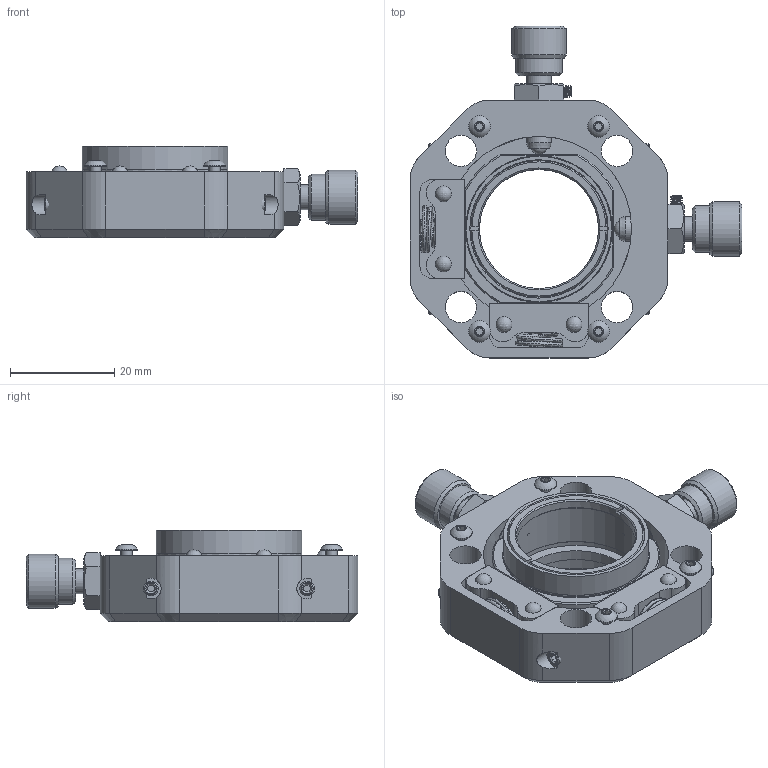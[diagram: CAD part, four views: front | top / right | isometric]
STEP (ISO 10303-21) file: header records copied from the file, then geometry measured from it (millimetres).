
FILE_DESCRIPTION(/* description */ ('STEP AP214'),/* implementation_level */ '2;1');
FILE_NAME(/* name */ '00_CXY1-Step.ipt.step',/* time_stamp */ '2022-11-29T07:39:23+01:00',/* author */ (''),/* organization */ (''),/* preprocessor_version */ 'ST-DEVELOPER v18.1',/* originating_system */ 'Autodesk Inventor 2022',/* authorisation */ '');
FILE_SCHEMA (('AUTOMOTIVE_DESIGN { 1 0 10303 214 3 1 1 }'));
Length unit declared in the file: inch
Products named in the file (1): 00_CXY1-Step
Bounding box: 63.75 x 63.75 x 17.53 mm (x, y, z)
Volume: 19603.8 mm3; surface area: 19144.9 mm2
Topology: 40 solids, 40 shells, 1001 faces, 2373 edges, 1508 vertices
Faces by surface type: plane 566, cylinder 191, cone 123, bspline 105, sphere 10, torus 6
Full cylindrical faces by diameter (mm): 0.794 x2, 1.595 x12, 1.714 x2, 1.778 x4, 2.184 x18, 2.261 x4, 2.441 x24, 2.845 x4, 3.048 x6, 3.188 x2, 3.302 x6, 3.454 x6, 3.81 x3, 3.861 x2, 4.166 x14, 4.762 x6, 5.779 x2, 6.02 x4, 6.35 x2, 6.477 x2, 6.909 x2, 7.429 x2, 7.938 x4, 8.89 x2, 10.414 x2, 22.86 x1, 22.911 x1, 26.289 x3, 26.543 x1, 27.94 x1
Entity records: 42510 total; most frequent: CARTESIAN_POINT 19106, ORIENTED_EDGE 4706, DIRECTION 4205, EDGE_CURVE 2353, VERTEX_POINT 1508, LINE 1443, VECTOR 1443, AXIS2_PLACEMENT_3D 1381
